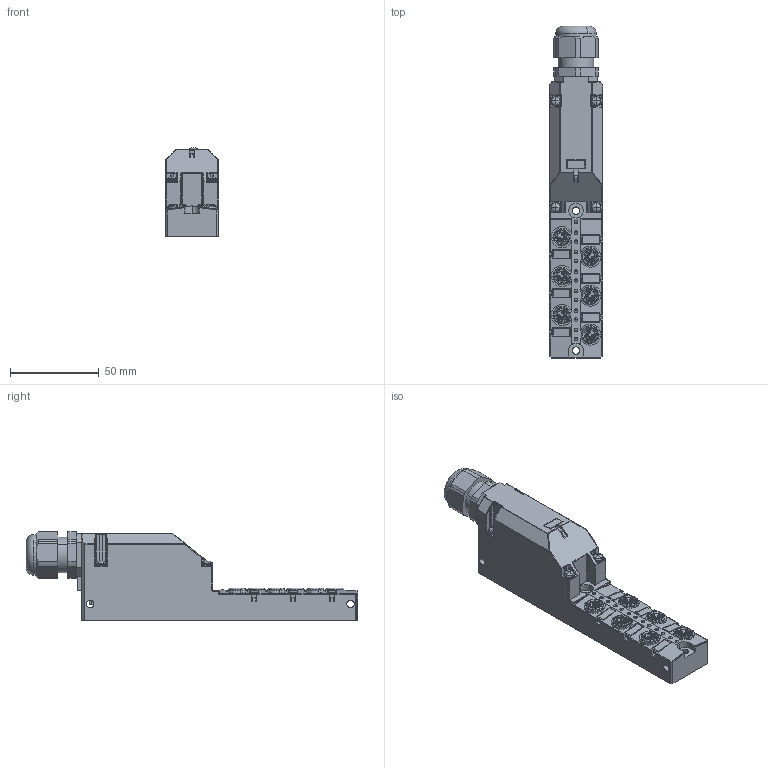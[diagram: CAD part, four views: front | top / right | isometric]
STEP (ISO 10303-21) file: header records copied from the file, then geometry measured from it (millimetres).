
FILE_DESCRIPTION(('CATIA V5 STEP Exchange','CAx-IF Rec.Pracs.--- Model Styling and Organization---1.4--- 2014-01-23'),'2;1');
FILE_NAME ('1352860-2_1', '2022-04-26T10:35:32+00:00', ('none'), ('Weidmueller'), 'CATIA Version 5-6 Release 2016 SP3 HF44', 'CATIA V5 STEP AP214', 'none');
FILE_SCHEMA(('AUTOMOTIVE_DESIGN { 1 0 10303 214 1 1 1 1 }'));
Products named in the file (1): 2818980000
Bounding box: 30 x 187.4 x 50.09 mm (x, y, z)
Volume: 149207.5 mm3; surface area: 37012.3 mm2
Topology: 34 solids, 58 shells, 1610 faces, 3909 edges, 2528 vertices
Faces by surface type: plane 649, cylinder 579, cone 218, torus 78, sphere 74, bspline 12
Entity records: 50725 total; most frequent: CARTESIAN_POINT 15279, ORIENTED_EDGE 7758, DIRECTION 6014, EDGE_CURVE 3879, AXIS2_PLACEMENT_3D 2600, VERTEX_POINT 2528, VECTOR 1910, LINE 1910
